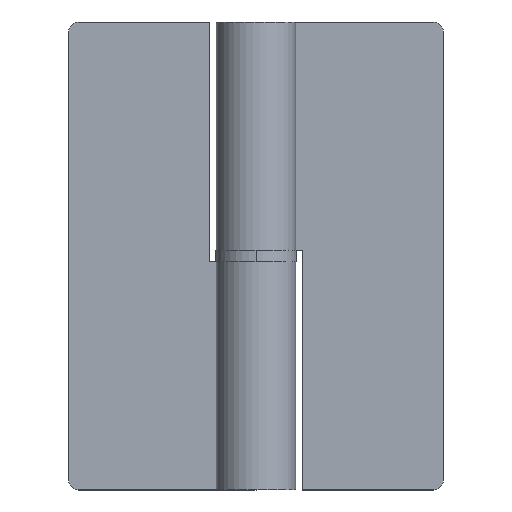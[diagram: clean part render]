
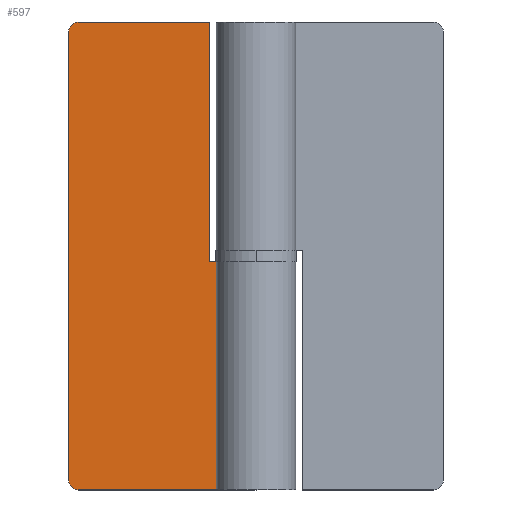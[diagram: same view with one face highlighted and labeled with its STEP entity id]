
A CAD part, top view. The second image highlights one B-rep face of the part: STEP entity #597.
In plain terms, the highlighted planar face has unit normal (0, 0, 1).
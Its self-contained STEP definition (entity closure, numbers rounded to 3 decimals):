
#535 = VERTEX_POINT ( 'NONE', #896 ) ;
#564 = VERTEX_POINT ( 'NONE', #1245 ) ;
#565 = ORIENTED_EDGE ( 'NONE', *, *, #598, .T. ) ;
#566 = EDGE_CURVE ( 'NONE', #594, #616, #1252, .T. ) ;
#574 = VERTEX_POINT ( 'NONE', #1287 ) ;
#583 = EDGE_CURVE ( 'NONE', #612, #564, #1041, .T. ) ;
#585 = EDGE_CURVE ( 'NONE', #574, #535, #1050, .T. ) ;
#594 = VERTEX_POINT ( 'NONE', #1059 ) ;
#597 = ADVANCED_FACE ( 'NONE', ( #1081 ), #1080, .T. ) ;
#598 = EDGE_CURVE ( 'NONE', #564, #594, #1079, .T. ) ;
#600 = ORIENTED_EDGE ( 'NONE', *, *, #566, .T. ) ;
#603 = VERTEX_POINT ( 'NONE', #1075 ) ;
#605 = EDGE_CURVE ( 'NONE', #612, #603, #1044, .T. ) ;
#607 = ORIENTED_EDGE ( 'NONE', *, *, #605, .F. ) ;
#608 = ORIENTED_EDGE ( 'NONE', *, *, #583, .T. ) ;
#610 = EDGE_LOOP ( 'NONE', ( #607, #608, #565, #600, #625, #626, #630, #631 ) ) ;
#612 = VERTEX_POINT ( 'NONE', #1104 ) ;
#616 = VERTEX_POINT ( 'NONE', #1108 ) ;
#625 = ORIENTED_EDGE ( 'NONE', *, *, #627, .T. ) ;
#626 = ORIENTED_EDGE ( 'NONE', *, *, #632, .F. ) ;
#627 = EDGE_CURVE ( 'NONE', #616, #629, #1123, .T. ) ;
#629 = VERTEX_POINT ( 'NONE', #1128 ) ;
#630 = ORIENTED_EDGE ( 'NONE', *, *, #585, .F. ) ;
#631 = ORIENTED_EDGE ( 'NONE', *, *, #634, .F. ) ;
#632 = EDGE_CURVE ( 'NONE', #535, #629, #1121, .T. ) ;
#634 = EDGE_CURVE ( 'NONE', #603, #574, #1116, .T. ) ;
#896 = CARTESIAN_POINT ( 'NONE',  ( 0., -14.422, -9. ) ) ;
#1016 = VECTOR ( 'NONE', #1024, 1000. ) ;
#1024 = DIRECTION ( 'NONE',  ( 1., 0., 0. ) ) ;
#1040 = CARTESIAN_POINT ( 'NONE',  ( -200., -80., -9. ) ) ;
#1041 = LINE ( 'NONE', #1040, #1056 ) ;
#1043 = CARTESIAN_POINT ( 'NONE',  ( -200., -20., -9. ) ) ;
#1044 = LINE ( 'NONE', #1043, #1016 ) ;
#1050 = LINE ( 'NONE', #1092, #1091 ) ;
#1053 = CARTESIAN_POINT ( 'NONE',  ( -200., -80., -9. ) ) ;
#1054 = AXIS2_PLACEMENT_3D ( 'NONE', #1053, #1090, #1089 ) ;
#1055 = CARTESIAN_POINT ( 'NONE',  ( -196., -76., -9. ) ) ;
#1056 = VECTOR ( 'NONE', #1066, 1000. ) ;
#1059 = CARTESIAN_POINT ( 'NONE',  ( -196., -80., -9. ) ) ;
#1066 = DIRECTION ( 'NONE',  ( 0., -1., 0. ) ) ;
#1075 = CARTESIAN_POINT ( 'NONE',  ( -97.5, -20., -9. ) ) ;
#1076 = DIRECTION ( 'NONE',  ( 0., -1., 0. ) ) ;
#1077 = DIRECTION ( 'NONE',  ( 0., 0., 1. ) ) ;
#1078 = AXIS2_PLACEMENT_3D ( 'NONE', #1055, #1077, #1076 ) ;
#1079 = CIRCLE ( 'NONE', #1078, 4. ) ;
#1080 = PLANE ( 'NONE',  #1054 ) ;
#1081 = FACE_OUTER_BOUND ( 'NONE', #610, .T. ) ;
#1087 = DIRECTION ( 'NONE',  ( 1., 0., 0. ) ) ;
#1089 = DIRECTION ( 'NONE',  ( 0., -1., 0. ) ) ;
#1090 = DIRECTION ( 'NONE',  ( 0., 0., 1. ) ) ;
#1091 = VECTOR ( 'NONE', #1087, 1000. ) ;
#1092 = CARTESIAN_POINT ( 'NONE',  ( -200., -14.422, -9. ) ) ;
#1104 = CARTESIAN_POINT ( 'NONE',  ( -200., -20., -9. ) ) ;
#1108 = CARTESIAN_POINT ( 'NONE',  ( -4., -80., -9. ) ) ;
#1111 = VECTOR ( 'NONE', #1118, 1000. ) ;
#1112 = DIRECTION ( 'NONE',  ( 0., 0., 1. ) ) ;
#1116 = LINE ( 'NONE', #1130, #1129 ) ;
#1118 = DIRECTION ( 'NONE',  ( 0., -1., 0. ) ) ;
#1119 = CARTESIAN_POINT ( 'NONE',  ( 0., -80., -9. ) ) ;
#1120 = CARTESIAN_POINT ( 'NONE',  ( -4., -76., -9. ) ) ;
#1121 = LINE ( 'NONE', #1119, #1111 ) ;
#1122 = DIRECTION ( 'NONE',  ( 0., 1., 0. ) ) ;
#1123 = CIRCLE ( 'NONE', #1132, 4. ) ;
#1128 = CARTESIAN_POINT ( 'NONE',  ( 0., -76., -9. ) ) ;
#1129 = VECTOR ( 'NONE', #1122, 1000. ) ;
#1130 = CARTESIAN_POINT ( 'NONE',  ( -97.5, -80., -9. ) ) ;
#1132 = AXIS2_PLACEMENT_3D ( 'NONE', #1120, #1112, #1134 ) ;
#1134 = DIRECTION ( 'NONE',  ( 0., -1., 0. ) ) ;
#1245 = CARTESIAN_POINT ( 'NONE',  ( -200., -76., -9. ) ) ;
#1252 = LINE ( 'NONE', #1281, #1280 ) ;
#1279 = DIRECTION ( 'NONE',  ( 1., 0., 0. ) ) ;
#1280 = VECTOR ( 'NONE', #1279, 1000. ) ;
#1281 = CARTESIAN_POINT ( 'NONE',  ( -200., -80., -9. ) ) ;
#1287 = CARTESIAN_POINT ( 'NONE',  ( -97.5, -14.422, -9. ) ) ;
